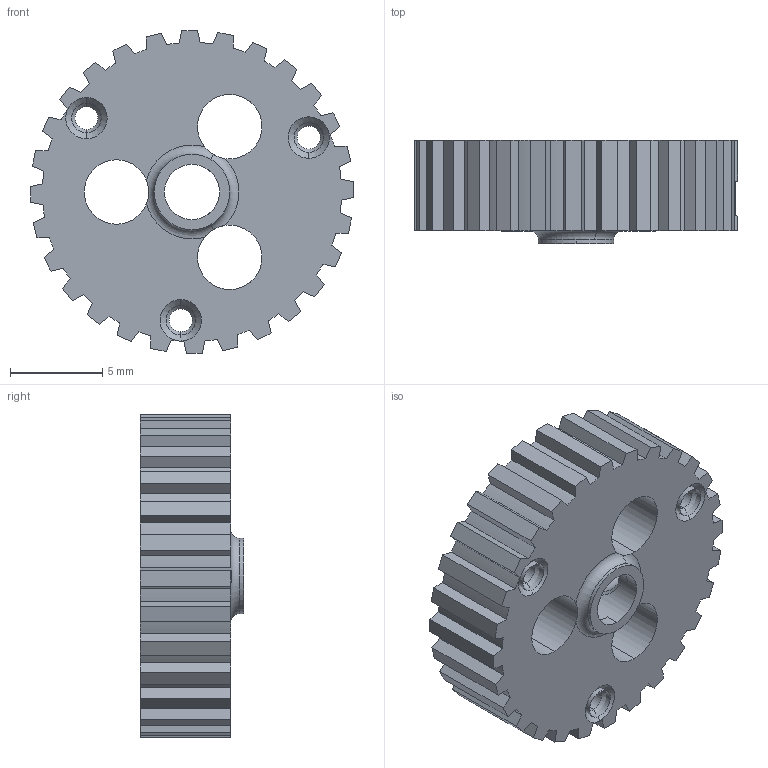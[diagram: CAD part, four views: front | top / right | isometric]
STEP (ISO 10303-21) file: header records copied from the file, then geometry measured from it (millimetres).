
FILE_DESCRIPTION((''),'2;1');
FILE_NAME('RC_IIT_010_P_027','2021-10-19T14:05:30',('silo-mech'),(''),'CREO PARAMETRIC BY PTC INC, 2020454','CREO PARAMETRIC BY PTC INC, 2020454','');
FILE_SCHEMA(('CONFIG_CONTROL_DESIGN'));
Length unit declared in the file: millimetre
Products named in the file (1): RC_IIT_010_P_027
Bounding box: 17.56 x 5.6 x 17.56 mm (x, y, z)
Volume: 799.5 mm3; surface area: 1219 mm2
Topology: 1 solids, 5 shells, 162 faces, 496 edges, 329 vertices
Faces by surface type: plane 94, cylinder 58, cone 6, torus 4
Entity records: 5806 total; most frequent: CARTESIAN_POINT 1211, ORIENTED_EDGE 976, DIRECTION 943, EDGE_CURVE 496, VERTEX_POINT 329, VECTOR 325, LINE 325, AXIS2_PLACEMENT_3D 309
